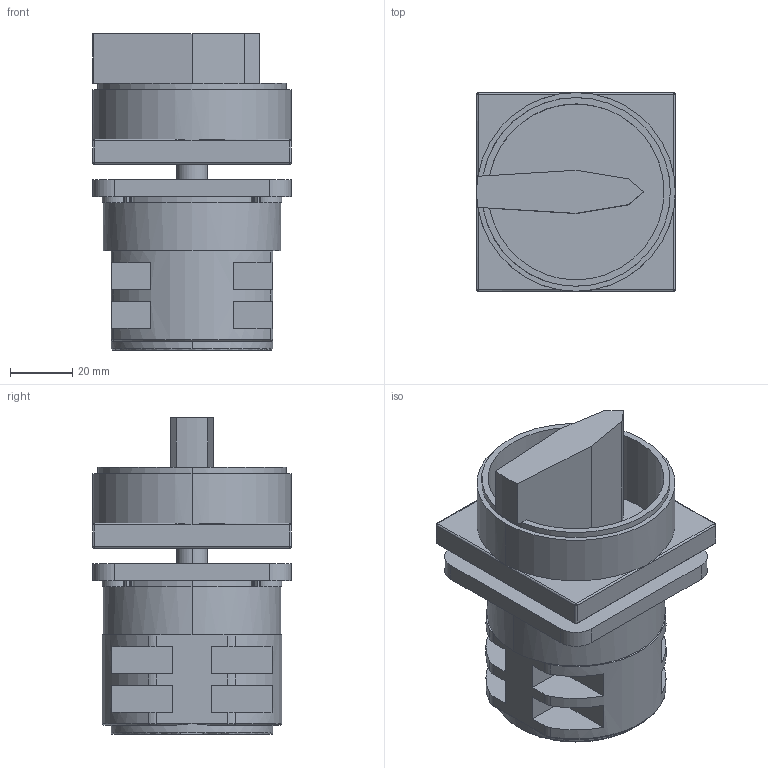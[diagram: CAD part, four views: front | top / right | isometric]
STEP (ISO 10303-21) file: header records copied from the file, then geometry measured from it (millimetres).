
FILE_DESCRIPTION((''),'2;1');
FILE_NAME('LW26GS-3204M2','2022-12-15T',('xiaokai.shi'),(''),'PRO/ENGINEER BY PARAMETRIC TECHNOLOGY CORPORATION, 2015440','PRO/ENGINEER BY PARAMETRIC TECHNOLOGY CORPORATION, 2015440','');
FILE_SCHEMA(('CONFIG_CONTROL_DESIGN'));
Length unit declared in the file: millimetre
Products named in the file (1): LW26GS-3204M2
Bounding box: 64 x 64 x 102 mm (x, y, z)
Volume: 176394.3 mm3; surface area: 48636.7 mm2
Topology: 1 solids, 1 shells, 327 faces, 839 edges, 532 vertices
Faces by surface type: plane 219, cylinder 90, torus 10, sphere 8
Entity records: 10045 total; most frequent: CARTESIAN_POINT 1908, DIRECTION 1697, ORIENTED_EDGE 1678, EDGE_CURVE 839, VECTOR 595, LINE 595, AXIS2_PLACEMENT_3D 551, VERTEX_POINT 532
